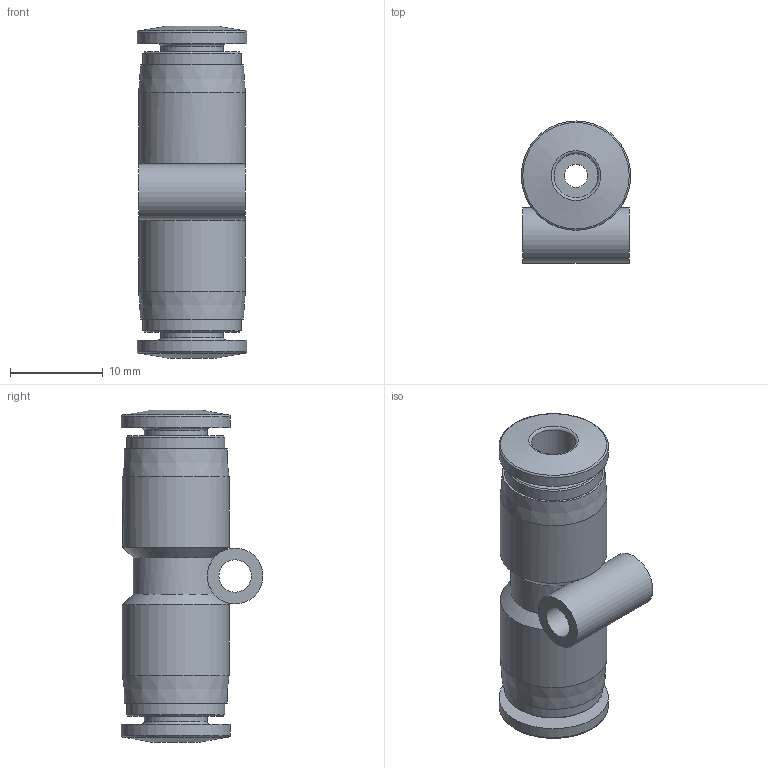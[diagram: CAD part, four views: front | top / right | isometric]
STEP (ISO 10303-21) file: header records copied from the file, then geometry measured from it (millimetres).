
FILE_DESCRIPTION(/* description */ ('STEP AP214'),/* implementation_level */ '2;1');
FILE_NAME(/* name */ '564755_QB-3_16T-U',/* time_stamp */ '2024-09-14T01:31:20+02:00',/* author */ ('License CC BY-ND 4.0'),/* organization */ ('CADENAS'),/* preprocessor_version */ 'ST-DEVELOPER v19.3',/* originating_system */ 'PARTsolutions',/* authorisation */ ' ');
FILE_SCHEMA (('AUTOMOTIVE_DESIGN {1 0 10303 214 3 1 1}'));
Length unit declared in the file: millimetre
Products named in the file (1): 564755 QB-3/16T-U
Bounding box: 11.8 x 15.3 x 35.8 mm (x, y, z)
Volume: 2916 mm3; surface area: 2489.4 mm2
Topology: 1 solids, 1 shells, 38 faces, 72 edges, 43 vertices
Faces by surface type: cylinder 14, plane 10, cone 8, torus 6
Full cylindrical faces by diameter (mm): 2.5 x1, 3.5 x1, 4.763 x2, 6 x1, 6.763 x2, 10.6 x2, 11.5 x2, 11.8 x2
Entity records: 1115 total; most frequent: DIRECTION 154, CARTESIAN_POINT 153, ORIENTED_EDGE 84, AXIS2_PLACEMENT_3D 77, EDGE_LOOP 76, FACE_BOUND 76, EDGE_CURVE 42, VERTEX_POINT 40
